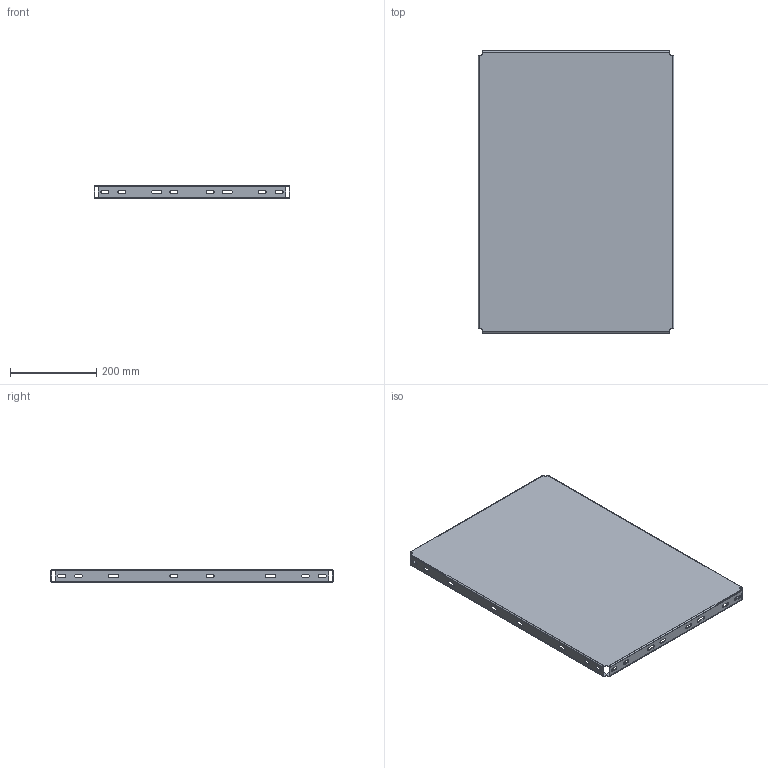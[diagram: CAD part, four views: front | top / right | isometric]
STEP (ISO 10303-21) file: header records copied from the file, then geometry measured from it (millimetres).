
FILE_DESCRIPTION(/* description */ ('KriTec Regalboden St 6x4, grau ähnl. RAL 7042'),/* implementation_level */ '2;1');
FILE_NAME(/* name */ '14564_KriTec_Regalboden_St_6x4_grau_aehnl_RAL_7042.stp',/* time_stamp */ '2019-08-06T14:33:47+02:00',/* author */ ('jendrek'),/* organization */ (''),/* preprocessor_version */ 'ST-DEVELOPER v17',/* originating_system */ 'Autodesk Inventor 2018',/* authorisation */ '');
FILE_SCHEMA (('AUTOMOTIVE_DESIGN { 1 0 10303 214 3 1 1 }'));
Length unit declared in the file: millimetre
Products named in the file (1): 14564
Bounding box: 454 x 654 x 30 mm (x, y, z)
Volume: 556803.7 mm3; surface area: 748438.8 mm2
Topology: 1 solids, 1 shells, 194 faces, 576 edges, 384 vertices
Faces by surface type: plane 102, cylinder 92
Entity records: 6765 total; most frequent: CARTESIAN_POINT 1155, ORIENTED_EDGE 1152, DIRECTION 1150, EDGE_CURVE 576, LINE 392, VECTOR 392, VERTEX_POINT 384, AXIS2_PLACEMENT_3D 379
